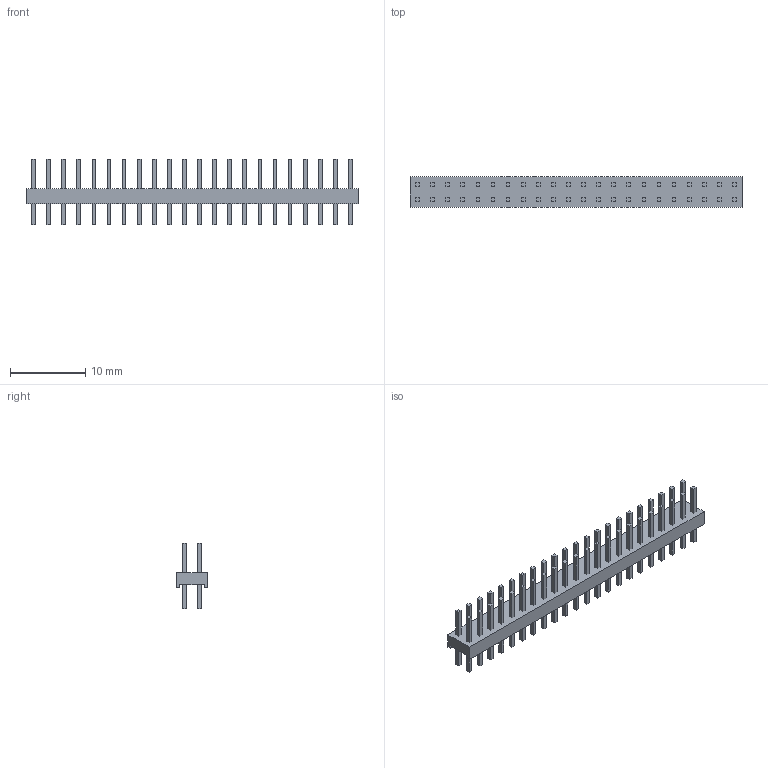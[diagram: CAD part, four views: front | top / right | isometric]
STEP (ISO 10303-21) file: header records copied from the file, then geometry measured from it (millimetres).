
FILE_DESCRIPTION((''),'2;1');
FILE_NAME('314-020-044-XX_ASM','2011-05-03T',('cad01'),(''),'PRO/ENGINEER BY PARAMETRIC TECHNOLOGY CORPORATION, 2005110','PRO/ENGINEER BY PARAMETRIC TECHNOLOGY CORPORATION, 2005110','');
FILE_SCHEMA(('CONFIG_CONTROL_DESIGN'));
Length unit declared in the file: millimetre
Products named in the file (46): BODY_44; BODY_43; BODY_42; BODY_41; PRT0041; PRT0042; PRT0043; PRT0044; PRT0045; PRT0046; PRT0047; PRT0048; PRT0049; PRT0050; PRT0051; PRT0052; PRT0053; PRT0054; PRT0055; PRT0056; PRT0057; PRT0058; PRT0059; PRT0060; PRT0061; PRT0062; PRT0063; PRT0064; PRT0065; PRT0066; PRT0067; PRT0068; PRT0069; PRT0070; PRT0071; PRT0072; PRT0073; PRT0074; PRT0075; PRT0076 ...
Assembly tree (45 placements, depth 2):
  314-020-044-XX_ASM
    BODY_44
    BODY_43
    BODY_42
    BODY_41
    PRT0041
    PRT0042
    PRT0043
    PRT0044
    PRT0045
    PRT0046
    PRT0047
    PRT0048
    PRT0049
    PRT0050
    PRT0051
    PRT0052
    PRT0053
    PRT0054
    PRT0055
    PRT0056
    PRT0057
    PRT0058
    PRT0059
    PRT0060
    PRT0061
    PRT0062
    PRT0063
    PRT0064
    PRT0065
    PRT0066
    PRT0067
    PRT0068
    PRT0069
    PRT0070
    PRT0071
    PRT0072
    PRT0073
    PRT0074
    PRT0075
    PRT0076
    PRT0077
    PRT0078
    PRT0079
    PRT0080
    PRT0081
Bounding box: 44 x 4 x 8.7 mm (x, y, z)
Volume: 391.4 mm3; surface area: 1364.2 mm2
Topology: 45 solids, 45 shells, 274 faces, 552 edges, 368 vertices
Faces by surface type: plane 274
Entity records: 8058 total; most frequent: CARTESIAN_POINT 1285, DIRECTION 1282, ORIENTED_EDGE 1104, VECTOR 552, LINE 552, EDGE_CURVE 552, VERTEX_POINT 368, AXIS2_PLACEMENT_3D 365
